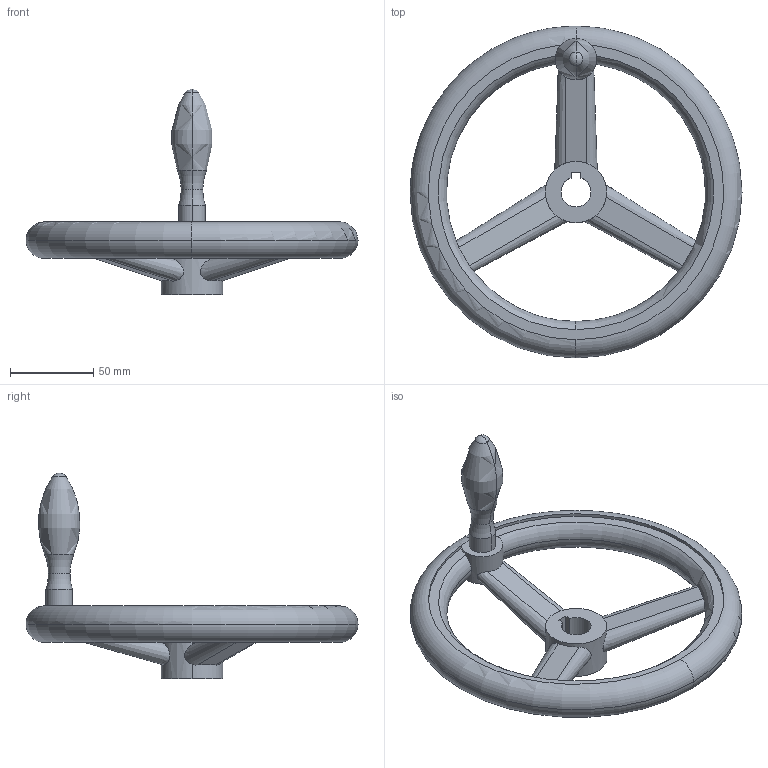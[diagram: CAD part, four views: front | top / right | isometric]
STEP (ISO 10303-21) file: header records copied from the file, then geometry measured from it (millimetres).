
FILE_DESCRIPTION(('STEP AP214'),'1');
FILE_NAME(' ',' ',('TraceParts'),('TraceParts S.A.'),'XStep 1.0',' ',' ');
FILE_SCHEMA(('automotive_design'));
Length unit declared in the file: millimetre
Products named in the file (1): 1
Bounding box: 200 x 200 x 123.98 mm (x, y, z)
Volume: 291628.3 mm3; surface area: 60931.4 mm2
Topology: 1 solids, 1 shells, 49 faces, 137 edges, 85 vertices
Faces by surface type: torus 14, plane 14, cylinder 13, cone 6, sphere 2
Entity records: 3439 total; most frequent: CARTESIAN_POINT 660, DIRECTION 273, STYLED_ITEM 270, PRESENTATION_STYLE_ASSIGNMENT 270, COLOUR_RGB 270, ORIENTED_EDGE 270, EDGE_CURVE 135, CURVE_STYLE 135
